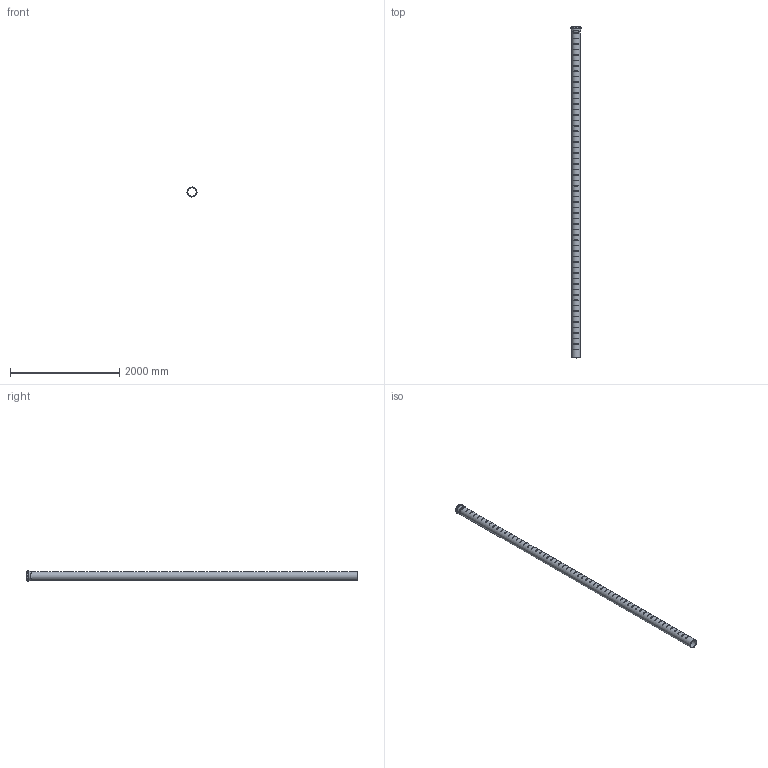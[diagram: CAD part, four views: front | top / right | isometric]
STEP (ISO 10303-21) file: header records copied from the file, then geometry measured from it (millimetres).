
FILE_DESCRIPTION(/* description */ (''),/* implementation_level */ '2;1');
FILE_NAME(/* name */ '770588z.stp',/* time_stamp */ '2023-09-18T11:15:21+02:00',/* author */ ('corinna'),/* organization */ (''),/* preprocessor_version */ 'ST-DEVELOPER v20',/* originating_system */ 'Autodesk Inventor 2024',/* authorisation */ '');
FILE_SCHEMA (('AUTOMOTIVE_DESIGN { 1 0 10303 214 3 1 1 }'));
Length unit declared in the file: millimetre
Products named in the file (1): 770588z
Bounding box: 186.1 x 6089 x 186.1 mm (x, y, z)
Volume: 14524121.1 mm3; surface area: 5865483.4 mm2
Topology: 1 solids, 1 shells, 509 faces, 1858 edges, 1237 vertices
Faces by surface type: cylinder 245, plane 242, torus 14, cone 8
Full cylindrical faces by diameter (mm): 149.854 x1, 160 x1, 160.6 x1, 161 x2, 168.4 x1, 169.6 x1, 178.7 x1, 186.1 x1
Entity records: 27946 total; most frequent: CARTESIAN_POINT 12573, ORIENTED_EDGE 3716, DIRECTION 2713, EDGE_CURVE 1858, VERTEX_POINT 1237, AXIS2_PLACEMENT_3D 1053, B_SPLINE_CURVE_WITH_KNOTS 708, EDGE_LOOP 633
